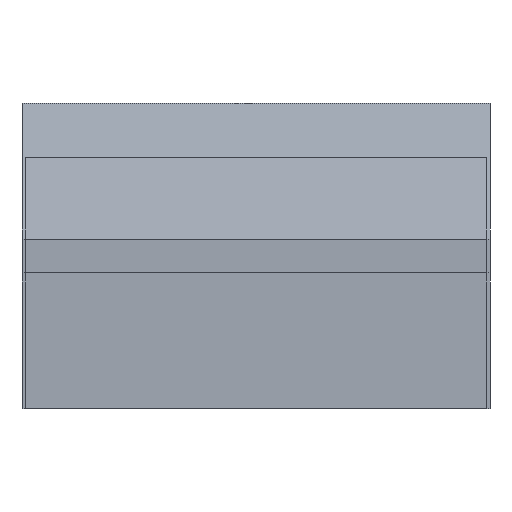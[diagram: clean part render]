
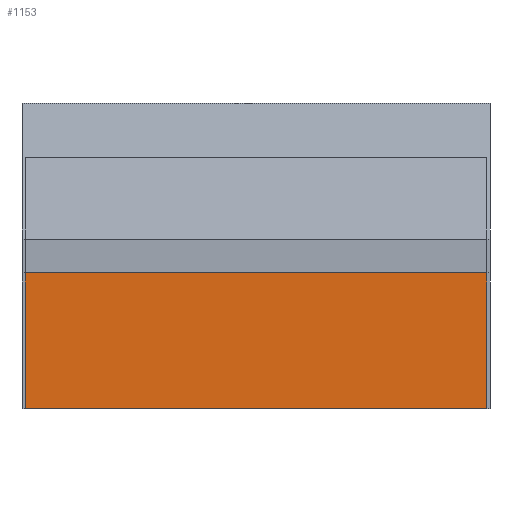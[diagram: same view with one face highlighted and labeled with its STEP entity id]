
A CAD part, front view. The second image highlights one B-rep face of the part: STEP entity #1153.
In plain terms, the highlighted planar face has unit normal (0, -1, 0).
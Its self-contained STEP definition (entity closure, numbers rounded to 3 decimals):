
#45=FACE_OUTER_BOUND('',#117,.T.);
#117=EDGE_LOOP('',(#781,#782,#783,#784));
#205=LINE('',#1646,#361);
#206=LINE('',#1648,#362);
#207=LINE('',#1650,#363);
#208=LINE('',#1651,#364);
#361=VECTOR('',#1340,10.);
#362=VECTOR('',#1341,10.);
#363=VECTOR('',#1342,10.);
#364=VECTOR('',#1343,10.);
#513=VERTEX_POINT('',#1644);
#514=VERTEX_POINT('',#1645);
#515=VERTEX_POINT('',#1647);
#516=VERTEX_POINT('',#1649);
#621=EDGE_CURVE('',#513,#514,#205,.T.);
#622=EDGE_CURVE('',#514,#515,#206,.T.);
#623=EDGE_CURVE('',#516,#515,#207,.T.);
#624=EDGE_CURVE('',#513,#516,#208,.T.);
#781=ORIENTED_EDGE('',*,*,#621,.T.);
#782=ORIENTED_EDGE('',*,*,#622,.T.);
#783=ORIENTED_EDGE('',*,*,#623,.F.);
#784=ORIENTED_EDGE('',*,*,#624,.F.);
#1081=PLANE('',#1248);
#1153=ADVANCED_FACE('',(#45),#1081,.T.);
#1248=AXIS2_PLACEMENT_3D('',#1643,#1338,#1339);
#1338=DIRECTION('center_axis',(0.,-1.,0.));
#1339=DIRECTION('ref_axis',(1.,0.,0.));
#1340=DIRECTION('',(1.,0.,0.));
#1341=DIRECTION('',(0.,0.,1.));
#1342=DIRECTION('',(1.,0.,0.));
#1343=DIRECTION('',(0.,0.,1.));
#1643=CARTESIAN_POINT('Origin',(-34.,-24.,0.));
#1644=CARTESIAN_POINT('',(-34.,-24.,0.));
#1645=CARTESIAN_POINT('',(34.,-24.,0.));
#1646=CARTESIAN_POINT('',(-34.,-24.,0.));
#1647=CARTESIAN_POINT('',(34.,-24.,20.));
#1648=CARTESIAN_POINT('',(34.,-24.,0.));
#1649=CARTESIAN_POINT('',(-34.,-24.,20.));
#1650=CARTESIAN_POINT('',(-34.,-24.,20.));
#1651=CARTESIAN_POINT('',(-34.,-24.,0.));
